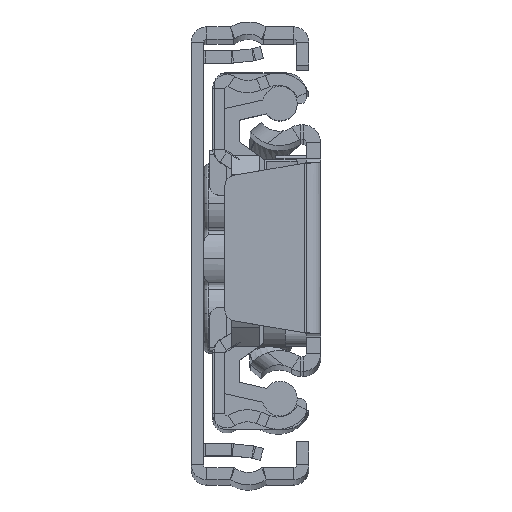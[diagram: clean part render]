
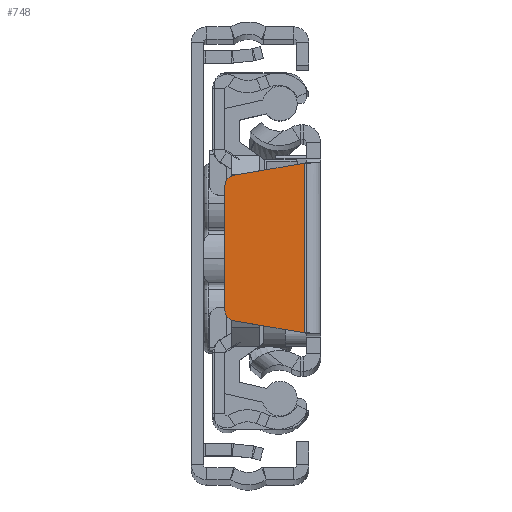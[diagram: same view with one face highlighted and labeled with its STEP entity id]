
A CAD part, top view. The second image highlights one B-rep face of the part: STEP entity #748.
In plain terms, the highlighted planar face has unit normal (0, 0, 1).
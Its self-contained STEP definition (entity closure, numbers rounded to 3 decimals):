
#62 = ORIENTED_EDGE ( 'NONE', *, *, #15510, .F. ) ;
#204 = CARTESIAN_POINT ( 'NONE',  ( -8.4, 6.156, 0. ) ) ;
#421 = FACE_OUTER_BOUND ( 'NONE', #6981, .T. ) ;
#748 = ADVANCED_FACE ( 'NONE', ( #421 ), #6630, .F. ) ;
#801 = CARTESIAN_POINT ( 'NONE',  ( -1.6, -8.333, 0. ) ) ;
#931 = EDGE_CURVE ( 'NONE', #9478, #6438, #5233, .T. ) ;
#1000 = VERTEX_POINT ( 'NONE', #16233 ) ;
#1057 = EDGE_CURVE ( 'NONE', #18049, #9106, #4111, .T. ) ;
#1509 = EDGE_CURVE ( 'NONE', #1000, #18049, #3343, .T. ) ;
#1772 = DIRECTION ( 'NONE',  ( -1., 0., 0. ) ) ;
#2159 = CARTESIAN_POINT ( 'NONE',  ( -8.568, -7.142, 0. ) ) ;
#3343 = CIRCLE ( 'NONE', #6306, 1. ) ;
#3862 = CARTESIAN_POINT ( 'NONE',  ( -1.5, 8.35, 0. ) ) ;
#3902 = DIRECTION ( 'NONE',  ( 0., -1., 0. ) ) ;
#4006 = ORIENTED_EDGE ( 'NONE', *, *, #9591, .F. ) ;
#4107 = CIRCLE ( 'NONE', #18301, 1. ) ;
#4111 = LINE ( 'NONE', #6331, #18526 ) ;
#4973 = ORIENTED_EDGE ( 'NONE', *, *, #1509, .F. ) ;
#5093 = DIRECTION ( 'NONE',  ( 0.986, 0.168, 0. ) ) ;
#5233 = LINE ( 'NONE', #801, #5971 ) ;
#5850 = DIRECTION ( 'NONE',  ( -1., 0., 0. ) ) ;
#5971 = VECTOR ( 'NONE', #3902, 1000. ) ;
#6306 = AXIS2_PLACEMENT_3D ( 'NONE', #13475, #13874, #10860 ) ;
#6331 = CARTESIAN_POINT ( 'NONE',  ( -9.4, 6.156, 0. ) ) ;
#6438 = VERTEX_POINT ( 'NONE', #13562 ) ;
#6630 = PLANE ( 'NONE',  #9908 ) ;
#6981 = EDGE_LOOP ( 'NONE', ( #14392, #12880, #4006, #15673, #4973, #62 ) ) ;
#7400 = CARTESIAN_POINT ( 'NONE',  ( -8.4, 6.156, 0. ) ) ;
#9106 = VERTEX_POINT ( 'NONE', #11885 ) ;
#9478 = VERTEX_POINT ( 'NONE', #19634 ) ;
#9591 = EDGE_CURVE ( 'NONE', #9106, #12687, #4107, .T. ) ;
#9801 = LINE ( 'NONE', #2159, #12689 ) ;
#9908 = AXIS2_PLACEMENT_3D ( 'NONE', #204, #16285, #1772 ) ;
#10408 = DIRECTION ( 'NONE',  ( 0., 1., 0. ) ) ;
#10860 = DIRECTION ( 'NONE',  ( -1., 0., 0. ) ) ;
#11297 = LINE ( 'NONE', #3862, #14517 ) ;
#11514 = EDGE_CURVE ( 'NONE', #12687, #9478, #11297, .T. ) ;
#11885 = CARTESIAN_POINT ( 'NONE',  ( -9.4, 6.156, 0. ) ) ;
#12687 = VERTEX_POINT ( 'NONE', #14108 ) ;
#12689 = VECTOR ( 'NONE', #16140, 1000. ) ;
#12880 = ORIENTED_EDGE ( 'NONE', *, *, #11514, .F. ) ;
#13475 = CARTESIAN_POINT ( 'NONE',  ( -8.4, -6.156, 0. ) ) ;
#13562 = CARTESIAN_POINT ( 'NONE',  ( -1.6, -8.333, 0. ) ) ;
#13874 = DIRECTION ( 'NONE',  ( 0., 0., -1. ) ) ;
#14108 = CARTESIAN_POINT ( 'NONE',  ( -8.568, 7.142, 0. ) ) ;
#14392 = ORIENTED_EDGE ( 'NONE', *, *, #931, .F. ) ;
#14517 = VECTOR ( 'NONE', #5093, 1000. ) ;
#15510 = EDGE_CURVE ( 'NONE', #6438, #1000, #9801, .T. ) ;
#15673 = ORIENTED_EDGE ( 'NONE', *, *, #1057, .F. ) ;
#16140 = DIRECTION ( 'NONE',  ( -0.986, 0.168, 0. ) ) ;
#16233 = CARTESIAN_POINT ( 'NONE',  ( -8.568, -7.142, 0. ) ) ;
#16285 = DIRECTION ( 'NONE',  ( 0., 0., -1. ) ) ;
#17351 = CARTESIAN_POINT ( 'NONE',  ( -9.4, -6.156, 0. ) ) ;
#18049 = VERTEX_POINT ( 'NONE', #17351 ) ;
#18301 = AXIS2_PLACEMENT_3D ( 'NONE', #7400, #20042, #5850 ) ;
#18526 = VECTOR ( 'NONE', #10408, 1000. ) ;
#19634 = CARTESIAN_POINT ( 'NONE',  ( -1.6, 8.333, 0. ) ) ;
#20042 = DIRECTION ( 'NONE',  ( 0., 0., -1. ) ) ;
